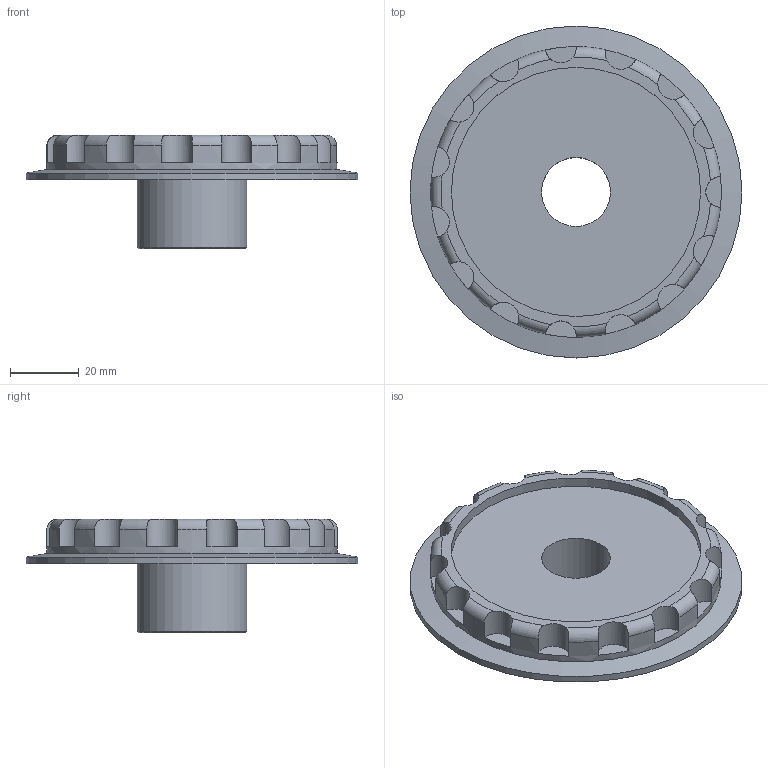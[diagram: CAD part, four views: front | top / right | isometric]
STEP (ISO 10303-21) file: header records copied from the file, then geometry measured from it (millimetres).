
FILE_DESCRIPTION(/* description */ (''),/* implementation_level */ '2;1');
FILE_NAME(/* name */ 'Centerlock v2.step',/* time_stamp */ '2020-04-18T12:26:06+02:00',/* author */ (''),/* organization */ (''),/* preprocessor_version */ 'ST-DEVELOPER v18.1',/* originating_system */ 'Autodesk Translation Framework v9.2.0.1227',/* authorisation */ '');
FILE_SCHEMA (('AUTOMOTIVE_DESIGN { 1 0 10303 214 3 1 1 }'));
Length unit declared in the file: millimetre
Products named in the file (1): (Unsaved)
Bounding box: 96.3 x 96.3 x 33 mm (x, y, z)
Volume: 66999 mm3; surface area: 22089.6 mm2
Topology: 1 solids, 1 shells, 56 faces, 157 edges, 105 vertices
Faces by surface type: cylinder 20, plane 19, torus 15, cone 2
Full cylindrical faces by diameter (mm): 20 x1, 31.85 x1, 72.3 x1, 84.3 x1, 96.3 x1
Entity records: 2203 total; most frequent: CARTESIAN_POINT 679, DIRECTION 331, ORIENTED_EDGE 314, EDGE_CURVE 157, AXIS2_PLACEMENT_3D 147, VERTEX_POINT 105, CIRCLE 90, EDGE_LOOP 60
